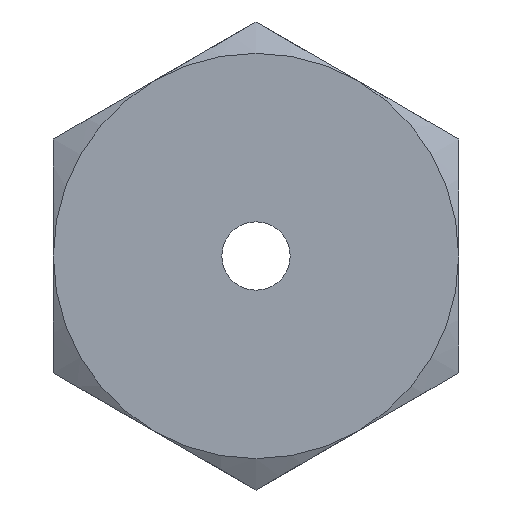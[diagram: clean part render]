
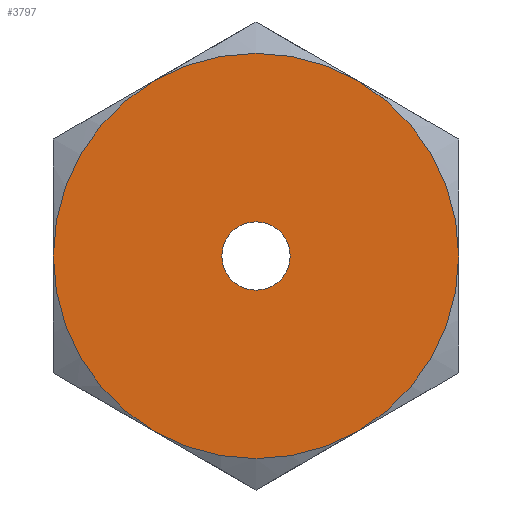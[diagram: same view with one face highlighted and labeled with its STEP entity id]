
A CAD part, left-side view. The second image highlights one B-rep face of the part: STEP entity #3797.
In plain terms, the highlighted planar face has unit normal (-1, 0, 0).
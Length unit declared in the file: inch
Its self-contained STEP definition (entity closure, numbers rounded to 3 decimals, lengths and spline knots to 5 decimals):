
#1530=CARTESIAN_POINT('',(-0.11,0.07713,
-0.13358));
#1545=CARTESIAN_POINT('',(-0.11,0.15425,0.));
#1574=CARTESIAN_POINT('',(-0.11,0.07712,
0.13358));
#1589=CARTESIAN_POINT('',(-0.11,0.,0.));
#1590=DIRECTION('',(-1.,0.,0.));
#1591=DIRECTION('',(0.,1.,0.));
#1592=AXIS2_PLACEMENT_3D('',#1589,#1590,#1591);
#1594=CARTESIAN_POINT('',(-0.11,0.,0.));
#1595=DIRECTION('',(-1.,0.,0.));
#1596=DIRECTION('',(0.,0.5,0.866));
#1597=AXIS2_PLACEMENT_3D('',#1594,#1595,#1596);
#1599=CARTESIAN_POINT('',(-0.11,0.,0.));
#1600=DIRECTION('',(-1.,0.,0.));
#1601=DIRECTION('',(0.,-0.5,0.866));
#1602=AXIS2_PLACEMENT_3D('',#1599,#1600,#1601);
#1604=CARTESIAN_POINT('',(-0.11,0.,0.));
#1605=DIRECTION('',(-1.,0.,0.));
#1606=DIRECTION('',(0.,-1.,0.));
#1607=AXIS2_PLACEMENT_3D('',#1604,#1605,#1606);
#1609=CARTESIAN_POINT('',(-0.11,0.,0.));
#1610=DIRECTION('',(-1.,0.,0.));
#1611=DIRECTION('',(0.,-0.5,-0.866));
#1612=AXIS2_PLACEMENT_3D('',#1609,#1610,#1611);
#1614=CARTESIAN_POINT('',(-0.11,0.,0.));
#1615=DIRECTION('',(-1.,0.,0.));
#1616=DIRECTION('',(0.,0.5,-0.866));
#1617=AXIS2_PLACEMENT_3D('',#1614,#1615,#1616);
#1619=CARTESIAN_POINT('',(-0.11,0.,0.));
#1620=DIRECTION('',(1.,0.,0.));
#1621=DIRECTION('',(0.,-1.,0.));
#1622=AXIS2_PLACEMENT_3D('',#1619,#1620,#1621);
#1624=CARTESIAN_POINT('',(-0.11,0.,0.));
#1625=DIRECTION('',(1.,0.,0.));
#1626=DIRECTION('',(0.,1.,0.));
#1627=AXIS2_PLACEMENT_3D('',#1624,#1625,#1626);
#1644=CARTESIAN_POINT('',(-0.11,-0.07713,
0.13358));
#1666=CARTESIAN_POINT('',(-0.11,-0.15425,0.));
#1688=CARTESIAN_POINT('',(-0.11,-0.07712,
-0.13358));
#1768=VERTEX_POINT('',#1530);
#1770=VERTEX_POINT('',#1545);
#1773=VERTEX_POINT('',#1574);
#1775=VERTEX_POINT('',#1644);
#1777=VERTEX_POINT('',#1666);
#1778=VERTEX_POINT('',#1688);
#1783=CARTESIAN_POINT('',(-0.11,-0.026,0.));
#1784=CARTESIAN_POINT('',(-0.11,0.026,0.));
#1785=VERTEX_POINT('',#1783);
#1786=VERTEX_POINT('',#1784);
#3778=CARTESIAN_POINT('',(-0.11,0.,0.));
#3779=DIRECTION('',(1.,0.,0.));
#3780=DIRECTION('',(0.,1.,0.));
#3781=AXIS2_PLACEMENT_3D('',#3778,#3779,#3780);
#3782=PLANE('',#3781);
#3783=ORIENTED_EDGE('',*,*,#3676,.F.);
#3784=ORIENTED_EDGE('',*,*,#3746,.F.);
#3785=ORIENTED_EDGE('',*,*,#3759,.F.);
#3786=ORIENTED_EDGE('',*,*,#3773,.F.);
#3787=ORIENTED_EDGE('',*,*,#3703,.F.);
#3788=ORIENTED_EDGE('',*,*,#3687,.F.);
#3789=EDGE_LOOP('',(#3783,#3784,#3785,#3786,#3787,#3788));
#3790=FACE_OUTER_BOUND('',#3789,.F.);
#3792=ORIENTED_EDGE('',*,*,#3791,.F.);
#3794=ORIENTED_EDGE('',*,*,#3793,.F.);
#3795=EDGE_LOOP('',(#3792,#3794));
#3796=FACE_BOUND('',#3795,.F.);
#1593=CIRCLE('',#1592,0.15425);
#1598=CIRCLE('',#1597,0.15425);
#1603=CIRCLE('',#1602,0.15425);
#1608=CIRCLE('',#1607,0.15425);
#1613=CIRCLE('',#1612,0.15425);
#1618=CIRCLE('',#1617,0.15425);
#1623=CIRCLE('',#1622,0.026);
#1628=CIRCLE('',#1627,0.026);
#3676=EDGE_CURVE('',#1770,#1768,#1593,.T.);
#3687=EDGE_CURVE('',#1768,#1778,#1618,.T.);
#3703=EDGE_CURVE('',#1778,#1777,#1613,.T.);
#3746=EDGE_CURVE('',#1773,#1770,#1598,.T.);
#3759=EDGE_CURVE('',#1775,#1773,#1603,.T.);
#3773=EDGE_CURVE('',#1777,#1775,#1608,.T.);
#3791=EDGE_CURVE('',#1785,#1786,#1623,.T.);
#3793=EDGE_CURVE('',#1786,#1785,#1628,.T.);
#3797=ADVANCED_FACE('',(#3790,#3796),#3782,.F.);
